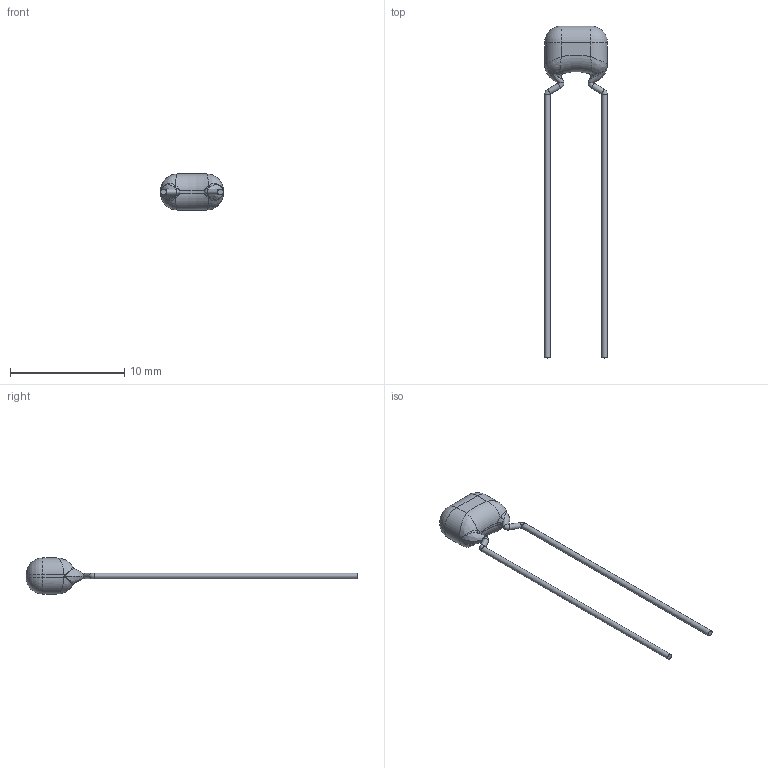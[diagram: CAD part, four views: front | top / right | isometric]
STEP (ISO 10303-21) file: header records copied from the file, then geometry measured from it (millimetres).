
FILE_DESCRIPTION(/* description */ (''),/* implementation_level */ '2;1');
FILE_NAME(/* name */ 'Ceramic_Capacitor.step',/* time_stamp */ '2024-02-06T07:45:10+11:00',/* author */ (''),/* organization */ (''),/* preprocessor_version */ 'ST-DEVELOPER v20',/* originating_system */ 'Autodesk Translation Framework v12.20.1.177',/* authorisation */ '');
FILE_SCHEMA (('AUTOMOTIVE_DESIGN { 1 0 10303 214 3 1 1 }'));
Length unit declared in the file: millimetre
Products named in the file (1): Ceramic Capacitor
Bounding box: 5.5 x 29 x 3.15 mm (x, y, z)
Volume: 64.3 mm3; surface area: 155.8 mm2
Topology: 3 solids, 3 shells, 60 faces, 128 edges, 66 vertices
Faces by surface type: bspline 22, cylinder 17, plane 11, torus 6, sphere 4
Full cylindrical faces by diameter (mm): 0.5 x4
Entity records: 3495 total; most frequent: CARTESIAN_POINT 2325, ORIENTED_EDGE 240, DIRECTION 222, EDGE_CURVE 120, AXIS2_PLACEMENT_3D 99, VERTEX_POINT 66, FACE_OUTER_BOUND 60, EDGE_LOOP 60
